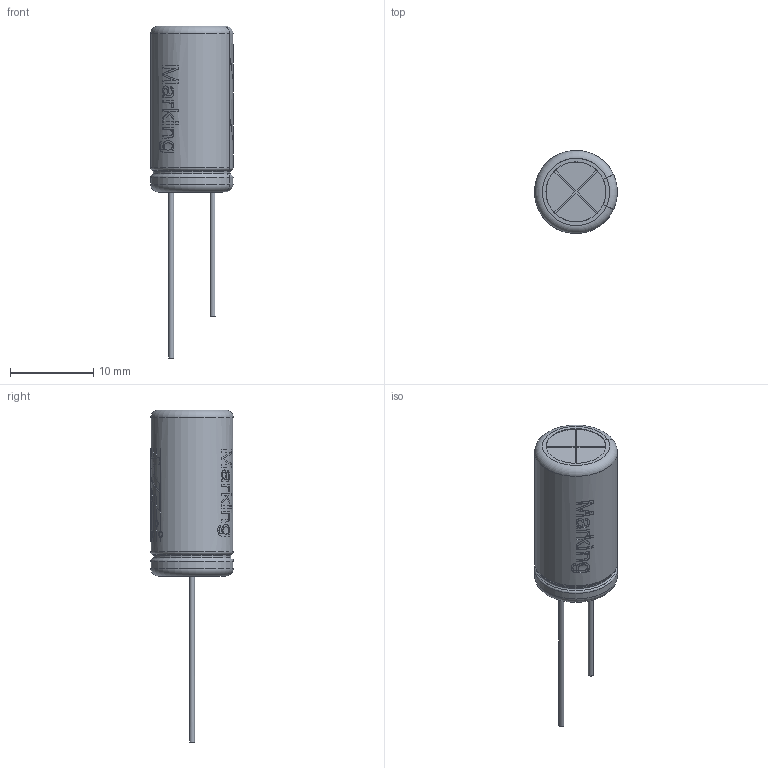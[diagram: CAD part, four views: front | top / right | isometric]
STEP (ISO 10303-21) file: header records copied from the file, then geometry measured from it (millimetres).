
FILE_DESCRIPTION(/* description */ ('Unknown','CAx-IF Rec.Pracs.---Representation and Presentation of Product Manufacturing Information (PMI)---4.0---2014-10-13','CAx-IF Rec.Pracs.---3D Tessellated Geometry---0.4---2014-09-14','2;1'),/* implementation_level */ '2;1');
FILE_NAME(/* name */ 'CP_Wurth_WCAP-ATLI-P5D10L20',/* time_stamp */ '2024-12-19T15:27:24+08:00',/* author */ ('Unknown'),/* organization */ ('Unknown'),/* preprocessor_version */ 'ST-DEVELOPER v16.7',/* originating_system */ 'Solid Edge',/* authorisation */ 'Unknown');
FILE_SCHEMA (('AP242_MANAGED_MODEL_BASED_3D_ENGINEERING_MIM_LF { 1 0 10303 442 1 1 4 }'));
Length unit declared in the file: millimetre
Products named in the file (2): CP_Wurth_WCAP-ATLI-P5D10L20
Assembly tree (1 placements, depth 2):
  CP_Wurth_WCAP-ATLI-P5D10L20
    CP_Wurth_WCAP-ATLI-P5D10L20
Bounding box: 9.97 x 9.98 x 40 mm (x, y, z)
Volume: 1539.4 mm3; surface area: 2302.3 mm2
Topology: 2 solids, 3 shells, 516 faces, 1305 edges, 865 vertices
Faces by surface type: plane 313, cylinder 93, bspline 84, torus 24, sphere 2
Full cylindrical faces by diameter (mm): 0.6 x2, 1.111 x1, 1.389 x1, 2.222 x1, 2.5 x1, 3.889 x1, 4.167 x1, 5.833 x1, 6.667 x1, 6.944 x1, 7.222 x2, 8.108 x2, 9.111 x1, 9.131 x1, 9.78 x2, 9.8 x2
Entity records: 25083 total; most frequent: CARTESIAN_POINT 9451, ORIENTED_EDGE 2514, DIRECTION 2310, EDGE_CURVE 1257, VERTEX_POINT 859, AXIS2_PLACEMENT_3D 821, LINE 668, VECTOR 668
